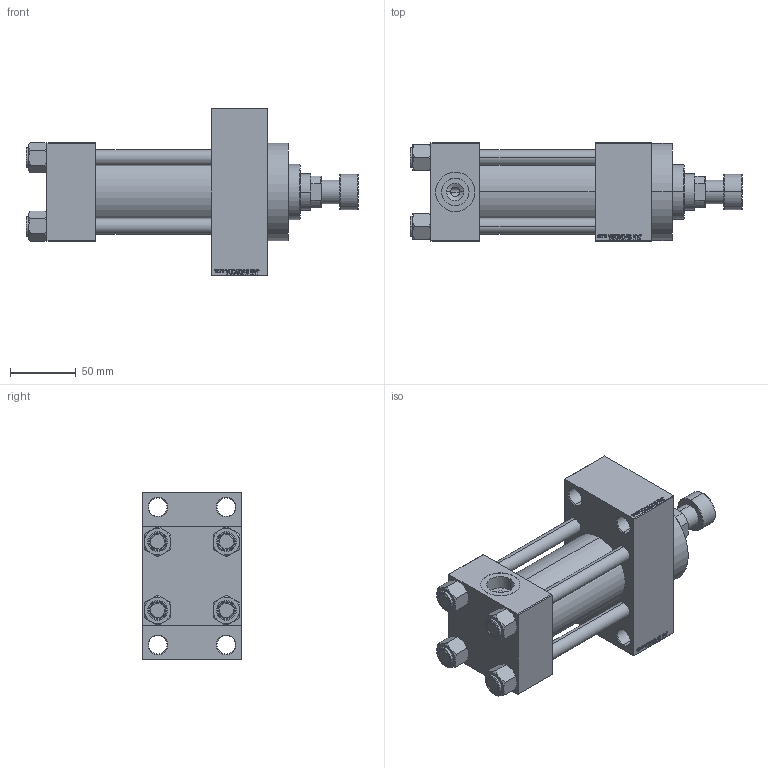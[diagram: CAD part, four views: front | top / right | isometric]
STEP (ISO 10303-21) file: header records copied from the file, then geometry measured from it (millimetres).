
FILE_DESCRIPTION (( 'STEP AP203' ), '1' );
FILE_NAME ('7417.STEP', '2022-05-31T14:12:53', ( '' ), ( '' ), 'SwSTEP 2.0', 'SolidWorks 2019', '' );
FILE_SCHEMA (( 'CONFIG_CONTROL_DESIGN' ));
Length unit declared in the file: millimetre
Products named in the file (7): V215CD_D_TYCINKA cce1e8909afb190aa1a37395b4cf01ab; V215CD_D_Body cce1e8909afb190aa1a37395b4cf01ab; V215CD_VCP_D cce1e8909afb190aa1a37395b4cf01ab; V215CD_VC_A cce1e8909afb190aa1a37395b4cf01ab; 7417; V215CR_ROD_END_F cce1e8909afb190aa1a37395b4cf01ab; V215CD_NUT_M5_D cce1e8909afb190aa1a37395b4cf01ab
Assembly tree (12 placements, depth 2):
  7417
    V215CD_D_Body cce1e8909afb190aa1a37395b4cf01ab
    V215CD_VC_A cce1e8909afb190aa1a37395b4cf01ab
    V215CD_VCP_D cce1e8909afb190aa1a37395b4cf01ab
    V215CD_D_TYCINKA cce1e8909afb190aa1a37395b4cf01ab  x4
    V215CD_NUT_M5_D cce1e8909afb190aa1a37395b4cf01ab  x4
    V215CR_ROD_END_F cce1e8909afb190aa1a37395b4cf01ab
Bounding box: 253 x 75 x 128 mm (x, y, z)
Volume: 873750.2 mm3; surface area: 189207.8 mm2
Topology: 12 solids, 12 shells, 1125 faces, 2795 edges, 1809 vertices
Faces by surface type: plane 503, bspline 368, cone 146, cylinder 96, torus 12
Entity records: 47912 total; most frequent: CARTESIAN_POINT 25175, ORIENTED_EDGE 5082, DIRECTION 3313, EDGE_CURVE 2541, VERTEX_POINT 1665, VECTOR 1515, LINE 1515, EDGE_LOOP 1140
